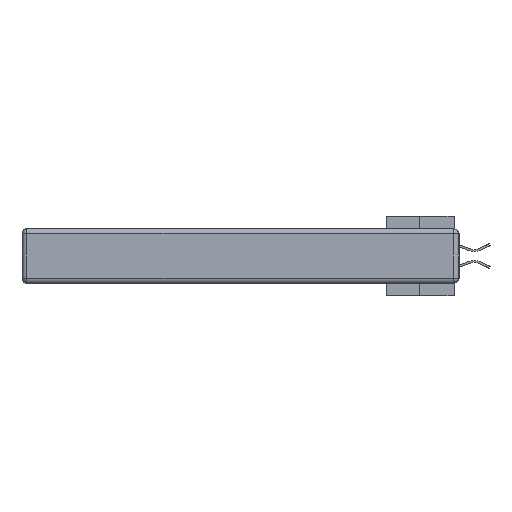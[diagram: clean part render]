
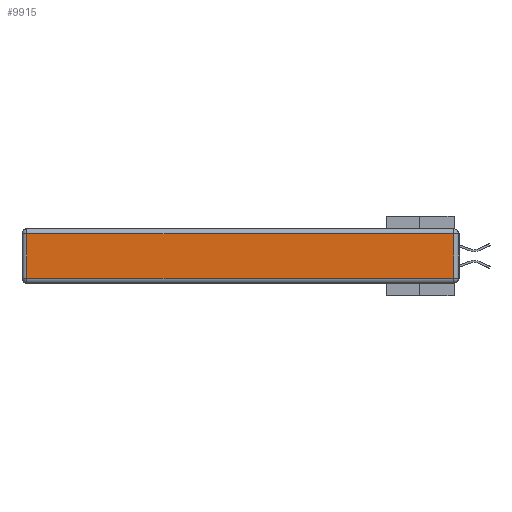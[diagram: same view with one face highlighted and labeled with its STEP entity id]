
A CAD part, left-side view. The second image highlights one B-rep face of the part: STEP entity #9915.
In plain terms, the highlighted planar face has unit normal (-1, 0, 0).
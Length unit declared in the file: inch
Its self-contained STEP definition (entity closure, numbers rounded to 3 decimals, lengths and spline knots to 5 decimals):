
#1212 = LINE ( 'NONE', #33095, #40770 ) ;
#1305 = DIRECTION ( 'NONE',  ( 0., -1., 0. ) ) ;
#1790 = CARTESIAN_POINT ( 'NONE',  ( 0., 0.03, -0.313 ) ) ;
#3436 = ORIENTED_EDGE ( 'NONE', *, *, #9884, .T. ) ;
#4978 = DIRECTION ( 'NONE',  ( -1., 0., 0. ) ) ;
#5183 = LINE ( 'NONE', #18156, #32108 ) ;
#6902 = ORIENTED_EDGE ( 'NONE', *, *, #29672, .T. ) ;
#9288 = CARTESIAN_POINT ( 'NONE',  ( 0., 2.75, -0.03 ) ) ;
#9884 = EDGE_CURVE ( 'NONE', #24719, #36251, #5183, .T. ) ;
#9915 = ADVANCED_FACE ( 'NONE', ( #42086 ), #34967, .T. ) ;
#10001 = VERTEX_POINT ( 'NONE', #41925 ) ;
#12647 = VECTOR ( 'NONE', #34062, 39.37008 ) ;
#14736 = DIRECTION ( 'NONE',  ( 0., 0., 1. ) ) ;
#14828 = DIRECTION ( 'NONE',  ( 0., 0., 1. ) ) ;
#15579 = VERTEX_POINT ( 'NONE', #39643 ) ;
#15992 = AXIS2_PLACEMENT_3D ( 'NONE', #25202, #4978, #14736 ) ;
#16612 = EDGE_CURVE ( 'NONE', #36251, #15579, #34881, .T. ) ;
#17714 = ORIENTED_EDGE ( 'NONE', *, *, #16612, .T. ) ;
#18156 = CARTESIAN_POINT ( 'NONE',  ( 0., 0., -0.313 ) ) ;
#20326 = ORIENTED_EDGE ( 'NONE', *, *, #36152, .T. ) ;
#21991 = EDGE_LOOP ( 'NONE', ( #3436, #17714, #6902, #20326 ) ) ;
#23187 = LINE ( 'NONE', #9288, #12647 ) ;
#24719 = VERTEX_POINT ( 'NONE', #31419 ) ;
#25202 = CARTESIAN_POINT ( 'NONE',  ( 0., 0., -0.343 ) ) ;
#29672 = EDGE_CURVE ( 'NONE', #15579, #10001, #23187, .T. ) ;
#31419 = CARTESIAN_POINT ( 'NONE',  ( 0., 2.72, -0.313 ) ) ;
#32108 = VECTOR ( 'NONE', #1305, 39.37008 ) ;
#32176 = VECTOR ( 'NONE', #14828, 39.37008 ) ;
#33095 = CARTESIAN_POINT ( 'NONE',  ( 0., 2.72, -0.343 ) ) ;
#34062 = DIRECTION ( 'NONE',  ( 0., 1., 0. ) ) ;
#34613 = CARTESIAN_POINT ( 'NONE',  ( 0., 0.03, -0.343 ) ) ;
#34881 = LINE ( 'NONE', #34613, #32176 ) ;
#34967 = PLANE ( 'NONE',  #15992 ) ;
#36152 = EDGE_CURVE ( 'NONE', #10001, #24719, #1212, .T. ) ;
#36251 = VERTEX_POINT ( 'NONE', #1790 ) ;
#39643 = CARTESIAN_POINT ( 'NONE',  ( 0., 0.03, -0.03 ) ) ;
#40770 = VECTOR ( 'NONE', #43638, 39.37008 ) ;
#41925 = CARTESIAN_POINT ( 'NONE',  ( 0., 2.72, -0.03 ) ) ;
#42086 = FACE_OUTER_BOUND ( 'NONE', #21991, .T. ) ;
#43638 = DIRECTION ( 'NONE',  ( 0., 0., -1. ) ) ;
